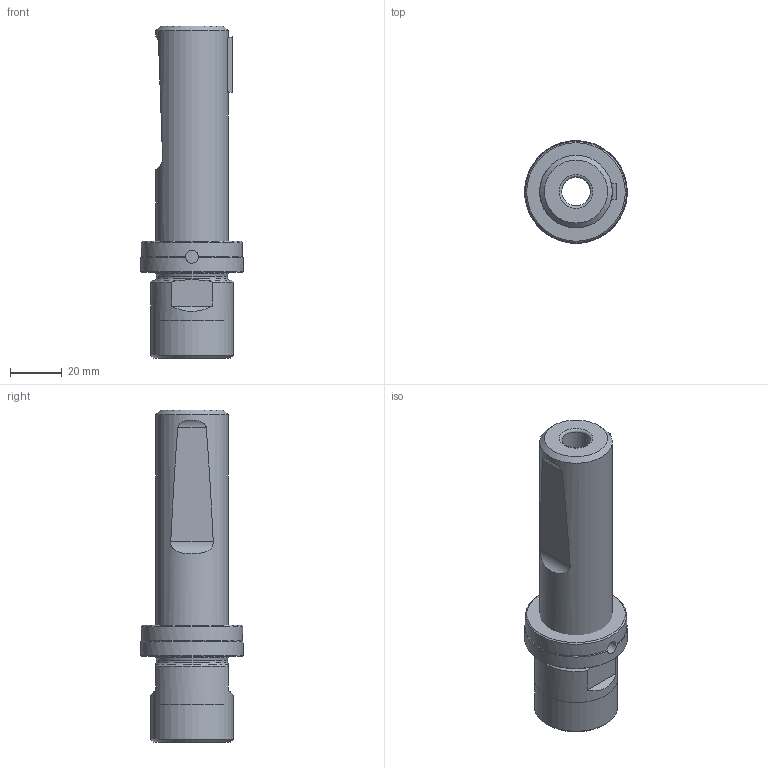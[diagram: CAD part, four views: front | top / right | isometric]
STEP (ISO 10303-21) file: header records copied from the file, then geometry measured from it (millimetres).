
FILE_DESCRIPTION(/* description */ (''),/* implementation_level */ '2;1');
FILE_NAME(/* name */ '262812504.stp',/* time_stamp */ '2021-06-15T13:33:59',/* author */ ('LRA'),/* organization */ ('REGO-FIX'),/* preprocessor_version */ ' Unknown',/* originating_system */ 'SIEMENS PLM Software Solid Edge ST10',/* authorization */ 'Unknown');
FILE_SCHEMA (('AUTOMOTIVE_DESIGN { 1 0 10303 214 2 1 1}'));
Length unit declared in the file: millimetre
Products named in the file (1): 0011778
Bounding box: 39.6 x 39.6 x 128 mm (x, y, z)
Volume: 63774.1 mm3; surface area: 23596.8 mm2
Topology: 3 solids, 3 shells, 48 faces, 113 edges, 71 vertices
Faces by surface type: plane 16, cylinder 16, cone 13, torus 3
Full cylindrical faces by diameter (mm): 4.917 x1, 11 x1, 16.376 x2, 18.2 x1, 26 x1, 27.5 x1, 28 x1, 32 x2, 39 x1, 39.6 x1
Entity records: 1550 total; most frequent: CARTESIAN_POINT 265, DIRECTION 206, ORIENTED_EDGE 150, AXIS2_PLACEMENT_3D 94, EDGE_LOOP 80, FACE_BOUND 80, EDGE_CURVE 75, VERTEX_POINT 59
